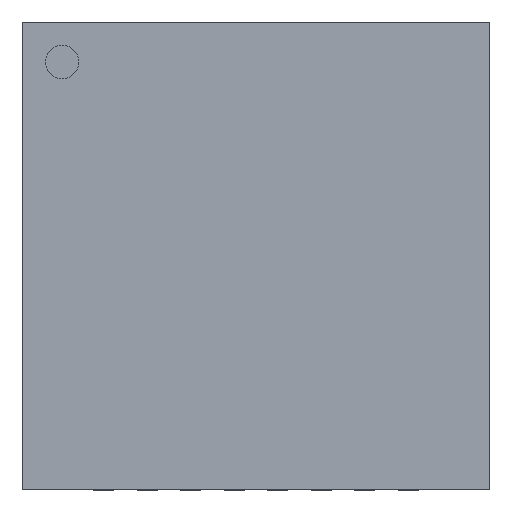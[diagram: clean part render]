
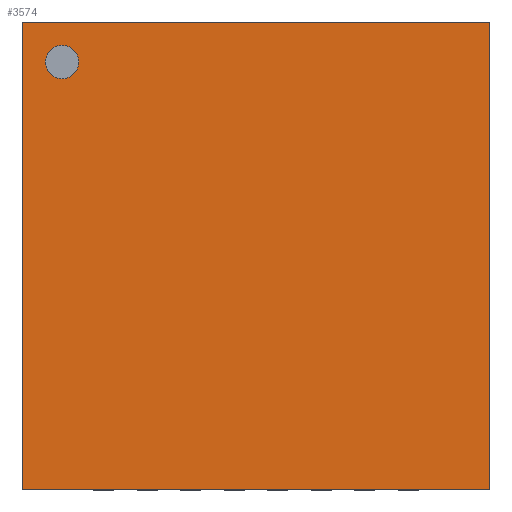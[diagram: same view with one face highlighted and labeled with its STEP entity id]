
A CAD part, top view. The second image highlights one B-rep face of the part: STEP entity #3574.
In plain terms, the highlighted planar face has unit normal (0, 0, 1).
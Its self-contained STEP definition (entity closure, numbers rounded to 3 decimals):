
#12=DIRECTION('',(0.,0.,1.));
#157=VECTOR('',#158,1.);
#158=DIRECTION('',(1.,0.,0.));
#164=VECTOR('',#165,1.);
#165=DIRECTION('',(0.,-1.,0.));
#181=DIRECTION('',(0.,0.,-1.));
#948=VERTEX_POINT('',#949);
#949=CARTESIAN_POINT('',(3.49,3.49,0.87));
#952=EDGE_CURVE('',#948,#953,#955,.T.);
#953=VERTEX_POINT('',#954);
#954=CARTESIAN_POINT('',(3.49,-3.49,0.87));
#955=LINE('',#949,#164);
#1088=ORIENTED_EDGE('',*,*,#1089,.F.);
#1089=EDGE_CURVE('',#1090,#948,#1092,.T.);
#1090=VERTEX_POINT('',#1091);
#1091=CARTESIAN_POINT('',(-3.49,3.49,0.87));
#1092=LINE('',#1091,#157);
#1241=ORIENTED_EDGE('',*,*,#1242,.T.);
#1242=EDGE_CURVE('',#1090,#1243,#1245,.T.);
#1243=VERTEX_POINT('',#1244);
#1244=CARTESIAN_POINT('',(-3.49,-3.49,0.87));
#1245=LINE('',#1091,#164);
#2428=EDGE_CURVE('',#1243,#953,#2429,.T.);
#2429=LINE('',#1244,#157);
#3574=ADVANCED_FACE('',(#3575,#3579),#3588,.T.);
#3575=FACE_BOUND('',#3576,.T.);
#3576=EDGE_LOOP('',(#1088,#1241,#3577,#3578));
#3577=ORIENTED_EDGE('',*,*,#2428,.T.);
#3578=ORIENTED_EDGE('',*,*,#952,.F.);
#3579=FACE_BOUND('',#3580,.T.);
#3580=EDGE_LOOP('',(#3581));
#3581=ORIENTED_EDGE('',*,*,#3582,.T.);
#3582=EDGE_CURVE('',#3583,#3583,#3585,.T.);
#3583=VERTEX_POINT('',#3584);
#3584=CARTESIAN_POINT('',(-2.9,2.65,0.87));
#3585=CIRCLE('',#3586,0.25);
#3586=AXIS2_PLACEMENT_3D('',#3587,#181,#165);
#3587=CARTESIAN_POINT('',(-2.9,2.9,0.87));
#3588=PLANE('',#3589);
#3589=AXIS2_PLACEMENT_3D('',#1091,#12,#165);
